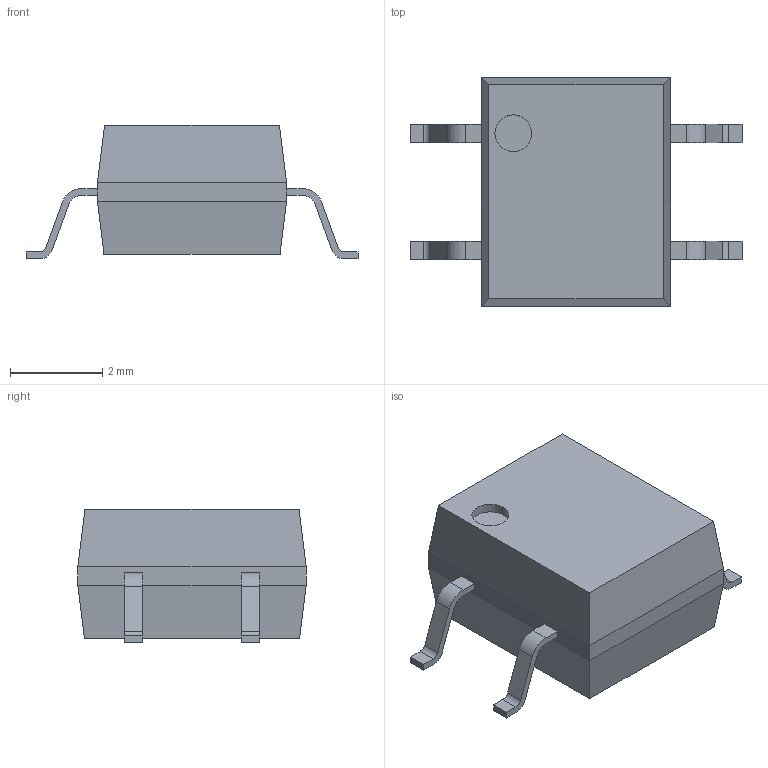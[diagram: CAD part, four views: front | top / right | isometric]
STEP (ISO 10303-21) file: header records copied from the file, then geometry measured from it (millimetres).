
FILE_DESCRIPTION(/* description */ (''),/* implementation_level */ '2;1');
FILE_NAME(/* name */ 'SOIC254P665X290-4N.stp',/* time_stamp */ '2016-04-18T09:22:46+02:00',/* author */ ('riccim'),/* organization */ (''),/* preprocessor_version */ 'ST-DEVELOPER v15.5',/* originating_system */ 'AutoCAD Mechanical',/* authorisation */ '');
FILE_SCHEMA (('AUTOMOTIVE_DESIGN { 1 0 10303 214 3 1 1 }'));
Length unit declared in the file: millimetre
Products named in the file (1): Product
Bounding box: 7.2 x 4.95 x 2.9 mm (x, y, z)
Volume: 54.2 mm3; surface area: 96.6 mm2
Topology: 5 solids, 5 shells, 72 faces, 175 edges, 114 vertices
Faces by surface type: plane 55, cylinder 17
Full cylindrical faces by diameter (mm): 0.8 x1
Entity records: 2119 total; most frequent: CARTESIAN_POINT 361, DIRECTION 354, ORIENTED_EDGE 348, EDGE_CURVE 174, LINE 140, VECTOR 140, VERTEX_POINT 114, AXIS2_PLACEMENT_3D 107
